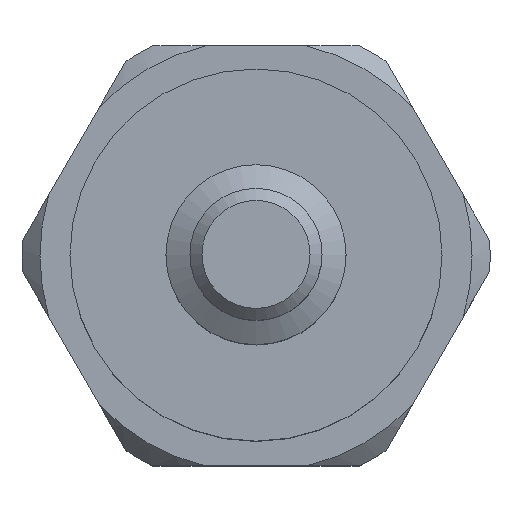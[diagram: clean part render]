
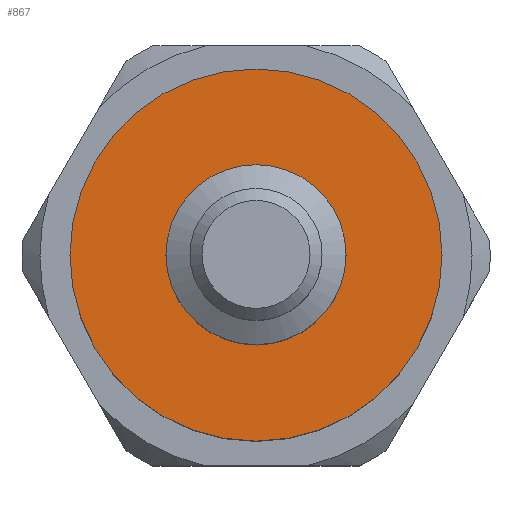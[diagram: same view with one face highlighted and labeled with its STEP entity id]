
A CAD part, top view. The second image highlights one B-rep face of the part: STEP entity #867.
In plain terms, the highlighted planar face has unit normal (0, 0, 1).
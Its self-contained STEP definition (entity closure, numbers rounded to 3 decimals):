
#109=FACE_BOUND($,#340,.T.);
#110=FACE_BOUND($,#341,.T.);
#128=PLANE($,#974);
#192=CIRCLE($,#963,7.5);
#197=CIRCLE($,#973,15.5);
#340=EDGE_LOOP($,(#761));
#341=EDGE_LOOP($,(#762));
#429=VERTEX_POINT($,#3017);
#434=VERTEX_POINT($,#3032);
#539=EDGE_CURVE($,#429,#429,#192,.T.);
#544=EDGE_CURVE($,#434,#434,#197,.T.);
#761=ORIENTED_EDGE($,*,*,#539,.T.);
#762=ORIENTED_EDGE($,*,*,#544,.F.);
#867=ADVANCED_FACE($,(#109,#110),#128,.F.);
#963=AXIS2_PLACEMENT_3D($,#3018,#1184,#1185);
#973=AXIS2_PLACEMENT_3D($,#3033,#1204,#1205);
#974=AXIS2_PLACEMENT_3D($,#3034,#1206,#1207);
#1184=DIRECTION('center_axis',(0.,0.,-1.));
#1185=DIRECTION('ref_axis',(-1.,0.,0.));
#1204=DIRECTION('center_axis',(0.,0.,-1.));
#1205=DIRECTION('ref_axis',(-1.,0.,0.));
#1206=DIRECTION('center_axis',(0.,0.,-1.));
#1207=DIRECTION('ref_axis',(-1.,0.,0.));
#3017=CARTESIAN_POINT('',(7.5,0.,0.));
#3018=CARTESIAN_POINT('Origin',(0.,0.,0.));
#3032=CARTESIAN_POINT('',(15.5,0.,0.));
#3033=CARTESIAN_POINT('Origin',(0.,0.,0.));
#3034=CARTESIAN_POINT('Origin',(0.,0.,0.));
